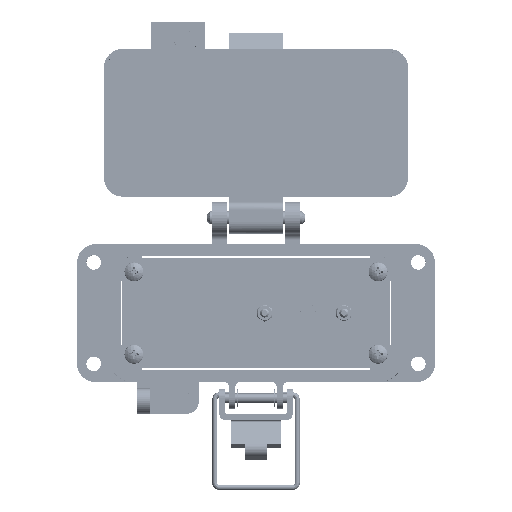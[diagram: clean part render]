
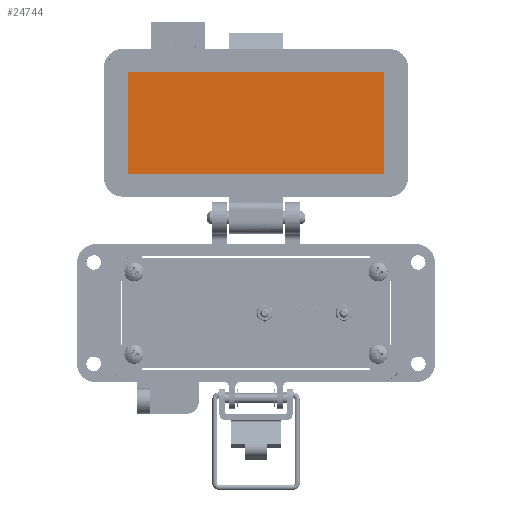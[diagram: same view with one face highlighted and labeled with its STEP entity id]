
A CAD part, top view. The second image highlights one B-rep face of the part: STEP entity #24744.
In plain terms, the highlighted planar face has unit normal (0, 0, 1).
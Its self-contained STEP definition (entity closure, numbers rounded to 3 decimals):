
#4229 = VERTEX_POINT ( 'NONE', #10985 ) ;
#7020 = CARTESIAN_POINT ( 'NONE',  ( 40.25, 67.154, -25.55 ) ) ;
#8495 = VERTEX_POINT ( 'NONE', #30594 ) ;
#9264 = EDGE_CURVE ( 'NONE', #22913, #8495, #15981, .T. ) ;
#9818 = DIRECTION ( 'NONE',  ( 0., -1., 0. ) ) ;
#10985 = CARTESIAN_POINT ( 'NONE',  ( 40.25, 83.154, -25.55 ) ) ;
#15981 = LINE ( 'NONE', #84631, #40801 ) ;
#21178 = ORIENTED_EDGE ( 'NONE', *, *, #33187, .F. ) ;
#22332 = DIRECTION ( 'NONE',  ( -1., 0., 0. ) ) ;
#22913 = VERTEX_POINT ( 'NONE', #65225 ) ;
#23404 = DIRECTION ( 'NONE',  ( 0., 0., 1. ) ) ;
#24300 = CARTESIAN_POINT ( 'NONE',  ( -8.5, 83.154, -25.55 ) ) ;
#24744 = ADVANCED_FACE ( 'NONE', ( #78933 ), #72573, .T. ) ;
#28963 = VERTEX_POINT ( 'NONE', #71536 ) ;
#30594 = CARTESIAN_POINT ( 'NONE',  ( -40.25, 51.154, -25.55 ) ) ;
#32558 = LINE ( 'NONE', #60101, #49536 ) ;
#33187 = EDGE_CURVE ( 'NONE', #28963, #4229, #51359, .T. ) ;
#34539 = DIRECTION ( 'NONE',  ( 0., -1., 0. ) ) ;
#36919 = CARTESIAN_POINT ( 'NONE',  ( -8.5, 67.154, -25.55 ) ) ;
#40801 = VECTOR ( 'NONE', #22332, 1000. ) ;
#49411 = ORIENTED_EDGE ( 'NONE', *, *, #9264, .F. ) ;
#49536 = VECTOR ( 'NONE', #67368, 1000. ) ;
#51359 = LINE ( 'NONE', #24300, #53511 ) ;
#52888 = EDGE_CURVE ( 'NONE', #8495, #28963, #32558, .T. ) ;
#53511 = VECTOR ( 'NONE', #64041, 1000. ) ;
#53859 = EDGE_CURVE ( 'NONE', #4229, #22913, #68894, .T. ) ;
#60101 = CARTESIAN_POINT ( 'NONE',  ( -40.25, 67.154, -25.55 ) ) ;
#64041 = DIRECTION ( 'NONE',  ( 1., 0., 0. ) ) ;
#65225 = CARTESIAN_POINT ( 'NONE',  ( 40.25, 51.154, -25.55 ) ) ;
#67368 = DIRECTION ( 'NONE',  ( 0., 1., 0. ) ) ;
#68894 = LINE ( 'NONE', #7020, #78437 ) ;
#71387 = ORIENTED_EDGE ( 'NONE', *, *, #52888, .F. ) ;
#71536 = CARTESIAN_POINT ( 'NONE',  ( -40.25, 83.154, -25.55 ) ) ;
#72573 = PLANE ( 'NONE',  #87593 ) ;
#77077 = EDGE_LOOP ( 'NONE', ( #21178, #71387, #49411, #85848 ) ) ;
#78437 = VECTOR ( 'NONE', #34539, 1000. ) ;
#78933 = FACE_OUTER_BOUND ( 'NONE', #77077, .T. ) ;
#84631 = CARTESIAN_POINT ( 'NONE',  ( 42., 51.154, -25.55 ) ) ;
#85848 = ORIENTED_EDGE ( 'NONE', *, *, #53859, .F. ) ;
#87593 = AXIS2_PLACEMENT_3D ( 'NONE', #36919, #23404, #9818 ) ;
